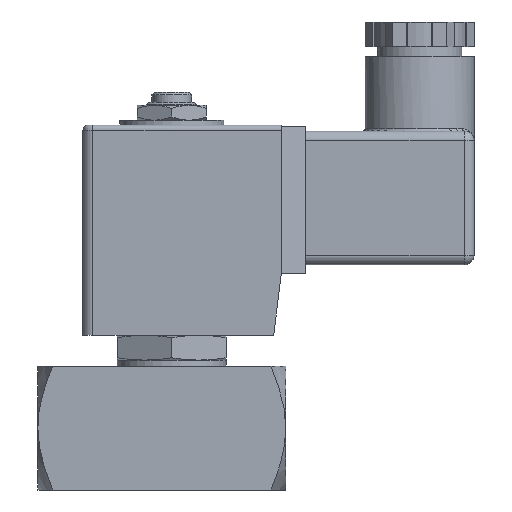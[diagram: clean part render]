
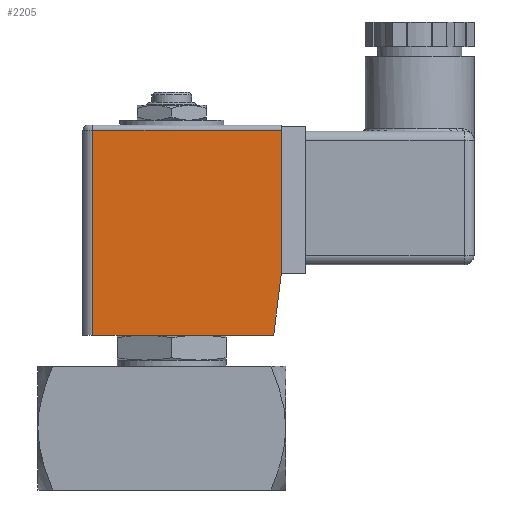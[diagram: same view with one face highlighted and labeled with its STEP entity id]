
A CAD part, left-side view. The second image highlights one B-rep face of the part: STEP entity #2205.
In plain terms, the highlighted planar face has unit normal (-1, 0, 0).
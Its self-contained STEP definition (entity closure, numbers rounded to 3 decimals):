
#143=LINE('',#3736,#296);
#162=LINE('',#3798,#315);
#163=LINE('',#3801,#316);
#164=LINE('',#3803,#317);
#165=LINE('',#3804,#318);
#296=VECTOR('',#2893,36.479);
#315=VECTOR('',#2950,12.592);
#316=VECTOR('',#2953,28.9);
#317=VECTOR('',#2954,38.);
#318=VECTOR('',#2955,41.4);
#485=PLANE('',#2419);
#618=FACE_OUTER_BOUND('',#773,.T.);
#773=EDGE_LOOP('',(#1878,#1879,#1880,#1881,#1882));
#1058=VERTEX_POINT('',#3733);
#1059=VERTEX_POINT('',#3735);
#1083=VERTEX_POINT('',#3796);
#1084=VERTEX_POINT('',#3800);
#1085=VERTEX_POINT('',#3802);
#1328=EDGE_CURVE('',#1059,#1058,#143,.T.);
#1360=EDGE_CURVE('',#1058,#1083,#162,.T.);
#1361=EDGE_CURVE('',#1083,#1084,#163,.T.);
#1362=EDGE_CURVE('',#1085,#1084,#164,.T.);
#1363=EDGE_CURVE('',#1059,#1085,#165,.T.);
#1878=ORIENTED_EDGE('',*,*,#1360,.T.);
#1879=ORIENTED_EDGE('',*,*,#1361,.T.);
#1880=ORIENTED_EDGE('',*,*,#1362,.F.);
#1881=ORIENTED_EDGE('',*,*,#1363,.F.);
#1882=ORIENTED_EDGE('',*,*,#1328,.T.);
#2205=ADVANCED_FACE('',(#618),#485,.T.);
#2419=AXIS2_PLACEMENT_3D('',#3799,#2951,#2952);
#2893=DIRECTION('',(0.,-1.,0.));
#2950=DIRECTION('',(0.,-0.121,0.993));
#2951=DIRECTION('center_axis',(-1.,0.,0.));
#2952=DIRECTION('ref_axis',(0.,0.,1.));
#2953=DIRECTION('',(0.,0.,1.));
#2954=DIRECTION('',(0.,-1.,0.));
#2955=DIRECTION('',(0.,0.,1.));
#3733=CARTESIAN_POINT('',(-18.,-20.579,18.7));
#3735=CARTESIAN_POINT('',(-18.,15.9,18.7));
#3736=CARTESIAN_POINT('',(-18.,17.9,18.7));
#3796=CARTESIAN_POINT('',(-18.,-22.1,31.2));
#3798=CARTESIAN_POINT('',(-18.,-21.35,25.041));
#3799=CARTESIAN_POINT('Origin',(-18.,-22.1,18.7));
#3800=CARTESIAN_POINT('',(-18.,-22.1,60.1));
#3801=CARTESIAN_POINT('',(-18.,-22.1,18.7));
#3802=CARTESIAN_POINT('',(-18.,15.9,60.1));
#3803=CARTESIAN_POINT('',(-18.,-12.1,60.1));
#3804=CARTESIAN_POINT('',(-18.,15.9,18.7));
